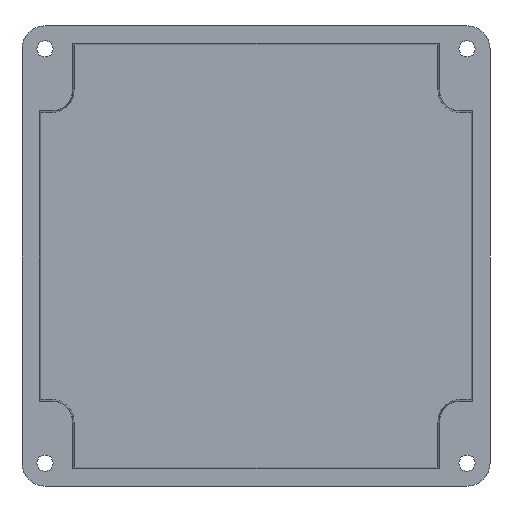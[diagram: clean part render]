
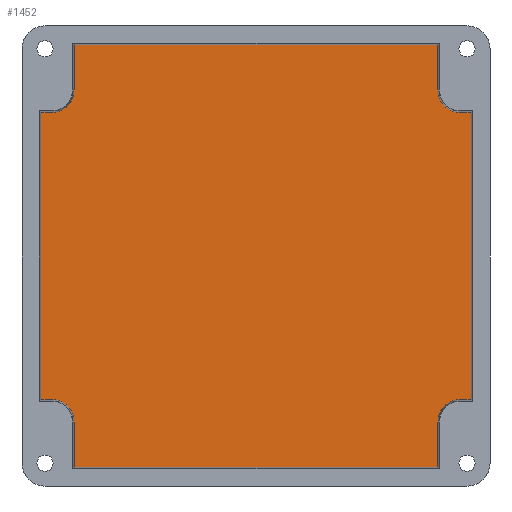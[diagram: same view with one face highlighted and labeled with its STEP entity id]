
A CAD part, front view. The second image highlights one B-rep face of the part: STEP entity #1452.
In plain terms, the highlighted planar face has unit normal (0, -1, 0).
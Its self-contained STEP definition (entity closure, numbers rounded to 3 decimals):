
#849 = DIRECTION ( 'NONE',  ( 0., 0., 1. ) ) ;
#850 = DIRECTION ( 'NONE',  ( 0., 1., 0. ) ) ;
#851 = CARTESIAN_POINT ( 'NONE',  ( 55., 22., -54. ) ) ;
#852 = AXIS2_PLACEMENT_3D ( 'NONE', #851, #850, #849 ) ;
#853 = PLANE ( 'NONE',  #852 ) ;
#854 = FACE_OUTER_BOUND ( 'NONE', #1725, .T. ) ;
#1031 = CARTESIAN_POINT ( 'NONE',  ( 56.116, 22., 37.416 ) ) ;
#1032 = DIRECTION ( 'NONE',  ( 0., 0., 1. ) ) ;
#1033 = VECTOR ( 'NONE', #1032, 1000. ) ;
#1034 = CARTESIAN_POINT ( 'NONE',  ( 56.116, 22., -37.8 ) ) ;
#1035 = LINE ( 'NONE', #1034, #1033 ) ;
#1036 = CARTESIAN_POINT ( 'NONE',  ( 56.116, 22., -37.416 ) ) ;
#1037 = DIRECTION ( 'NONE',  ( 1., 0., 0. ) ) ;
#1038 = VECTOR ( 'NONE', #1037, 1000. ) ;
#1039 = CARTESIAN_POINT ( 'NONE',  ( 56.5, 22., -37.416 ) ) ;
#1040 = LINE ( 'NONE', #1039, #1038 ) ;
#1079 = LINE ( 'NONE', #1236, #1235 ) ;
#1080 = CARTESIAN_POINT ( 'NONE',  ( 47.416, 22., 55.116 ) ) ;
#1081 = DIRECTION ( 'NONE',  ( 0., 0., 1. ) ) ;
#1082 = VECTOR ( 'NONE', #1081, 1000. ) ;
#1083 = CARTESIAN_POINT ( 'NONE',  ( 47.416, 22., 43.3 ) ) ;
#1084 = LINE ( 'NONE', #1083, #1082 ) ;
#1085 = CARTESIAN_POINT ( 'NONE',  ( 47.416, 22., 43.3 ) ) ;
#1086 = DIRECTION ( 'NONE',  ( 0., 0., 1. ) ) ;
#1087 = DIRECTION ( 'NONE',  ( 0., 1., 0. ) ) ;
#1088 = CARTESIAN_POINT ( 'NONE',  ( 53.3, 22., 43.3 ) ) ;
#1089 = AXIS2_PLACEMENT_3D ( 'NONE', #1088, #1087, #1086 ) ;
#1090 = CIRCLE ( 'NONE', #1089, 5.884 ) ;
#1091 = CARTESIAN_POINT ( 'NONE',  ( 53.3, 22., 37.416 ) ) ;
#1092 = DIRECTION ( 'NONE',  ( -1., 0., 0. ) ) ;
#1093 = VECTOR ( 'NONE', #1092, 1000. ) ;
#1094 = CARTESIAN_POINT ( 'NONE',  ( 56.5, 22., 37.416 ) ) ;
#1095 = LINE ( 'NONE', #1094, #1093 ) ;
#1188 = CARTESIAN_POINT ( 'NONE',  ( 53.3, 22., -37.416 ) ) ;
#1189 = DIRECTION ( 'NONE',  ( 0., 0., 1. ) ) ;
#1190 = DIRECTION ( 'NONE',  ( 0., 1., 0. ) ) ;
#1191 = CARTESIAN_POINT ( 'NONE',  ( 53.3, 22., -43.3 ) ) ;
#1192 = AXIS2_PLACEMENT_3D ( 'NONE', #1191, #1190, #1189 ) ;
#1193 = CIRCLE ( 'NONE', #1192, 5.884 ) ;
#1194 = CARTESIAN_POINT ( 'NONE',  ( 47.416, 22., -43.3 ) ) ;
#1195 = DIRECTION ( 'NONE',  ( 0., 0., 1. ) ) ;
#1196 = VECTOR ( 'NONE', #1195, 1000. ) ;
#1197 = CARTESIAN_POINT ( 'NONE',  ( 47.416, 22., -43.3 ) ) ;
#1198 = LINE ( 'NONE', #1197, #1196 ) ;
#1199 = CARTESIAN_POINT ( 'NONE',  ( 47.416, 22., -55.116 ) ) ;
#1200 = DIRECTION ( 'NONE',  ( 1., 0., 0. ) ) ;
#1201 = VECTOR ( 'NONE', #1200, 1000. ) ;
#1202 = CARTESIAN_POINT ( 'NONE',  ( -47.8, 22., -55.116 ) ) ;
#1203 = LINE ( 'NONE', #1202, #1201 ) ;
#1214 = DIRECTION ( 'NONE',  ( -1., 0., 0. ) ) ;
#1215 = VECTOR ( 'NONE', #1214, 1000. ) ;
#1216 = CARTESIAN_POINT ( 'NONE',  ( -56.5, 22., 37.416 ) ) ;
#1217 = LINE ( 'NONE', #1216, #1215 ) ;
#1218 = CARTESIAN_POINT ( 'NONE',  ( -53.3, 22., 37.416 ) ) ;
#1219 = DIRECTION ( 'NONE',  ( 0., 0., 1. ) ) ;
#1220 = DIRECTION ( 'NONE',  ( 0., 1., 0. ) ) ;
#1221 = CARTESIAN_POINT ( 'NONE',  ( -53.3, 22., 43.3 ) ) ;
#1222 = AXIS2_PLACEMENT_3D ( 'NONE', #1221, #1220, #1219 ) ;
#1223 = CIRCLE ( 'NONE', #1222, 5.884 ) ;
#1228 = CARTESIAN_POINT ( 'NONE',  ( -47.416, 22., 43.3 ) ) ;
#1229 = DIRECTION ( 'NONE',  ( 0., 0., -1. ) ) ;
#1230 = VECTOR ( 'NONE', #1229, 1000. ) ;
#1231 = CARTESIAN_POINT ( 'NONE',  ( -47.416, 22., 43.3 ) ) ;
#1232 = LINE ( 'NONE', #1231, #1230 ) ;
#1233 = CARTESIAN_POINT ( 'NONE',  ( -47.416, 22., 55.116 ) ) ;
#1234 = DIRECTION ( 'NONE',  ( -1., 0., 0. ) ) ;
#1235 = VECTOR ( 'NONE', #1234, 1000. ) ;
#1236 = CARTESIAN_POINT ( 'NONE',  ( -47.8, 22., 55.116 ) ) ;
#1270 = LINE ( 'NONE', #1417, #1416 ) ;
#1282 = CARTESIAN_POINT ( 'NONE',  ( -53.3, 22., -43.3 ) ) ;
#1283 = AXIS2_PLACEMENT_3D ( 'NONE', #1282, #1327, #1326 ) ;
#1284 = CIRCLE ( 'NONE', #1283, 5.884 ) ;
#1285 = DIRECTION ( 'NONE',  ( 0., 0., -1. ) ) ;
#1286 = VECTOR ( 'NONE', #1285, 1000. ) ;
#1287 = CARTESIAN_POINT ( 'NONE',  ( -47.416, 22., -43.3 ) ) ;
#1288 = LINE ( 'NONE', #1287, #1286 ) ;
#1324 = CARTESIAN_POINT ( 'NONE',  ( -47.416, 22., -55.116 ) ) ;
#1325 = CARTESIAN_POINT ( 'NONE',  ( -47.416, 22., -43.3 ) ) ;
#1326 = DIRECTION ( 'NONE',  ( 0., 0., 1. ) ) ;
#1327 = DIRECTION ( 'NONE',  ( 0., 1., 0. ) ) ;
#1345 = CARTESIAN_POINT ( 'NONE',  ( -53.3, 22., -37.416 ) ) ;
#1346 = DIRECTION ( 'NONE',  ( 1., 0., 0. ) ) ;
#1347 = VECTOR ( 'NONE', #1346, 1000. ) ;
#1348 = CARTESIAN_POINT ( 'NONE',  ( -56.5, 22., -37.416 ) ) ;
#1349 = LINE ( 'NONE', #1348, #1347 ) ;
#1413 = CARTESIAN_POINT ( 'NONE',  ( -56.116, 22., -37.416 ) ) ;
#1414 = CARTESIAN_POINT ( 'NONE',  ( -56.116, 22., 37.416 ) ) ;
#1415 = DIRECTION ( 'NONE',  ( 0., 0., -1. ) ) ;
#1416 = VECTOR ( 'NONE', #1415, 1000. ) ;
#1417 = CARTESIAN_POINT ( 'NONE',  ( -56.116, 22., -37.8 ) ) ;
#1452 = ADVANCED_FACE ( 'NONE', ( #854 ), #853, .F. ) ;
#1610 = ORIENTED_EDGE ( 'NONE', *, *, #1611, .T. ) ;
#1611 = EDGE_CURVE ( 'NONE', #1653, #1612, #1095, .T. ) ;
#1612 = VERTEX_POINT ( 'NONE', #1091 ) ;
#1613 = ORIENTED_EDGE ( 'NONE', *, *, #1614, .T. ) ;
#1614 = EDGE_CURVE ( 'NONE', #1612, #1615, #1090, .T. ) ;
#1615 = VERTEX_POINT ( 'NONE', #1085 ) ;
#1616 = ORIENTED_EDGE ( 'NONE', *, *, #1617, .T. ) ;
#1617 = EDGE_CURVE ( 'NONE', #1615, #1618, #1084, .T. ) ;
#1618 = VERTEX_POINT ( 'NONE', #1080 ) ;
#1619 = ORIENTED_EDGE ( 'NONE', *, *, #1620, .T. ) ;
#1620 = EDGE_CURVE ( 'NONE', #1618, #1621, #1079, .T. ) ;
#1621 = VERTEX_POINT ( 'NONE', #1233 ) ;
#1622 = ORIENTED_EDGE ( 'NONE', *, *, #1623, .T. ) ;
#1623 = EDGE_CURVE ( 'NONE', #1621, #1624, #1232, .T. ) ;
#1624 = VERTEX_POINT ( 'NONE', #1228 ) ;
#1630 = ORIENTED_EDGE ( 'NONE', *, *, #1631, .T. ) ;
#1631 = EDGE_CURVE ( 'NONE', #1624, #1632, #1223, .T. ) ;
#1632 = VERTEX_POINT ( 'NONE', #1218 ) ;
#1633 = ORIENTED_EDGE ( 'NONE', *, *, #1634, .T. ) ;
#1634 = EDGE_CURVE ( 'NONE', #1632, #1728, #1217, .T. ) ;
#1639 = ORIENTED_EDGE ( 'NONE', *, *, #1640, .T. ) ;
#1640 = EDGE_CURVE ( 'NONE', #1709, #1641, #1203, .T. ) ;
#1641 = VERTEX_POINT ( 'NONE', #1199 ) ;
#1642 = ORIENTED_EDGE ( 'NONE', *, *, #1643, .T. ) ;
#1643 = EDGE_CURVE ( 'NONE', #1641, #1644, #1198, .T. ) ;
#1644 = VERTEX_POINT ( 'NONE', #1194 ) ;
#1645 = ORIENTED_EDGE ( 'NONE', *, *, #1646, .T. ) ;
#1646 = EDGE_CURVE ( 'NONE', #1644, #1647, #1193, .T. ) ;
#1647 = VERTEX_POINT ( 'NONE', #1188 ) ;
#1648 = ORIENTED_EDGE ( 'NONE', *, *, #1649, .T. ) ;
#1649 = EDGE_CURVE ( 'NONE', #1647, #1650, #1040, .T. ) ;
#1650 = VERTEX_POINT ( 'NONE', #1036 ) ;
#1651 = ORIENTED_EDGE ( 'NONE', *, *, #1652, .T. ) ;
#1652 = EDGE_CURVE ( 'NONE', #1650, #1653, #1035, .T. ) ;
#1653 = VERTEX_POINT ( 'NONE', #1031 ) ;
#1701 = EDGE_CURVE ( 'NONE', #1729, #1702, #1349, .T. ) ;
#1702 = VERTEX_POINT ( 'NONE', #1345 ) ;
#1703 = ORIENTED_EDGE ( 'NONE', *, *, #1704, .T. ) ;
#1704 = EDGE_CURVE ( 'NONE', #1708, #1709, #1288, .T. ) ;
#1705 = ORIENTED_EDGE ( 'NONE', *, *, #1701, .T. ) ;
#1706 = ORIENTED_EDGE ( 'NONE', *, *, #1707, .T. ) ;
#1707 = EDGE_CURVE ( 'NONE', #1702, #1708, #1284, .T. ) ;
#1708 = VERTEX_POINT ( 'NONE', #1325 ) ;
#1709 = VERTEX_POINT ( 'NONE', #1324 ) ;
#1725 = EDGE_LOOP ( 'NONE', ( #1726, #1705, #1706, #1703, #1639, #1642, #1645, #1648, #1651, #1610, #1613, #1616, #1619, #1622, #1630, #1633 ) ) ;
#1726 = ORIENTED_EDGE ( 'NONE', *, *, #1727, .T. ) ;
#1727 = EDGE_CURVE ( 'NONE', #1728, #1729, #1270, .T. ) ;
#1728 = VERTEX_POINT ( 'NONE', #1414 ) ;
#1729 = VERTEX_POINT ( 'NONE', #1413 ) ;
